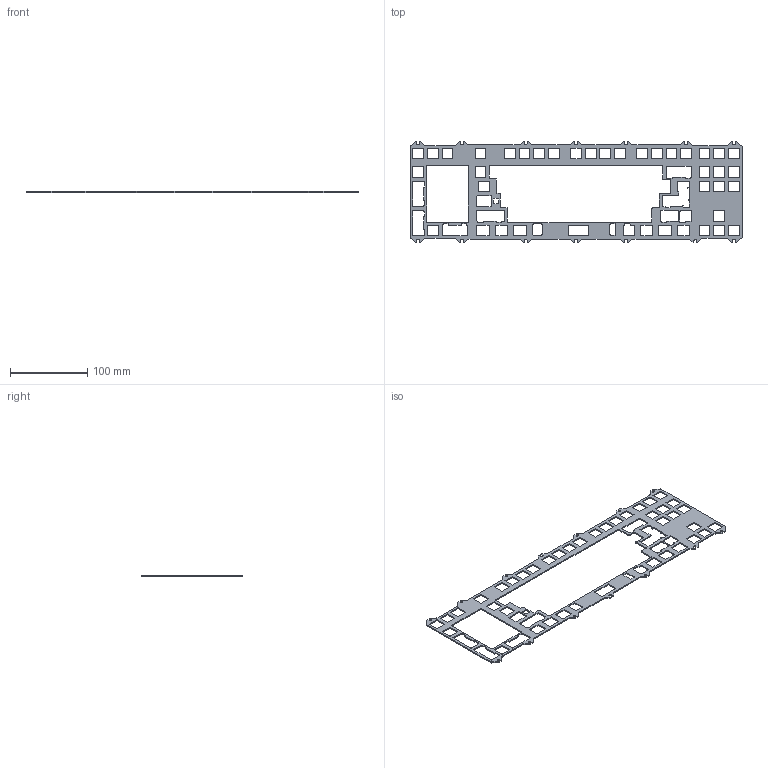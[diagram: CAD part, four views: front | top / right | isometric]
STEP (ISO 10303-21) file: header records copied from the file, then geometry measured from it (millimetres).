
FILE_DESCRIPTION(/* description */ (''),/* implementation_level */ '2;1');
FILE_NAME(/* name */ 'Plate Mirrored Half Rev. 070220.step',/* time_stamp */ '2021-03-03T21:18:56-08:00',/* author */ (''),/* organization */ (''),/* preprocessor_version */ 'ST-DEVELOPER v18.1',/* originating_system */ 'Autodesk Translation Framework v9.7.1.1290',/* authorisation */ '');
FILE_SCHEMA (('AUTOMOTIVE_DESIGN { 1 0 10303 214 3 1 1 }'));
Length unit declared in the file: millimetre
Products named in the file (2): Plate Mirrored Half Rev. 070220; Component1
Assembly tree (1 placements, depth 2):
  Plate Mirrored Half Rev. 070220
    Component1
Bounding box: 430.63 x 132.06 x 1.5 mm (x, y, z)
Volume: 30516.2 mm3; surface area: 48841.5 mm2
Topology: 1 solids, 1 shells, 726 faces, 2172 edges, 1448 vertices
Faces by surface type: plane 410, cylinder 316
Entity records: 24828 total; most frequent: CARTESIAN_POINT 4349, ORIENTED_EDGE 4344, DIRECTION 4262, EDGE_CURVE 2172, LINE 1540, VECTOR 1540, VERTEX_POINT 1448, AXIS2_PLACEMENT_3D 1361
